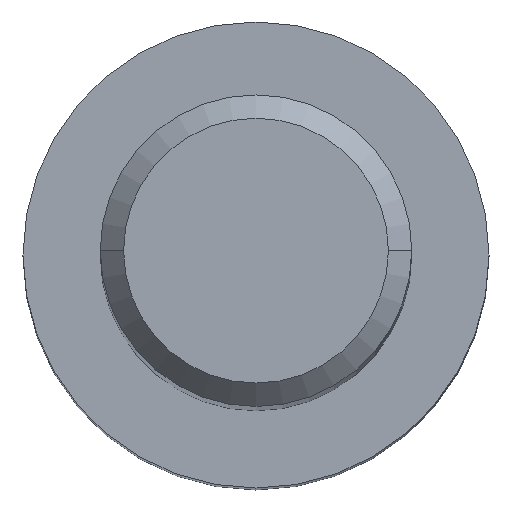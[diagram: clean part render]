
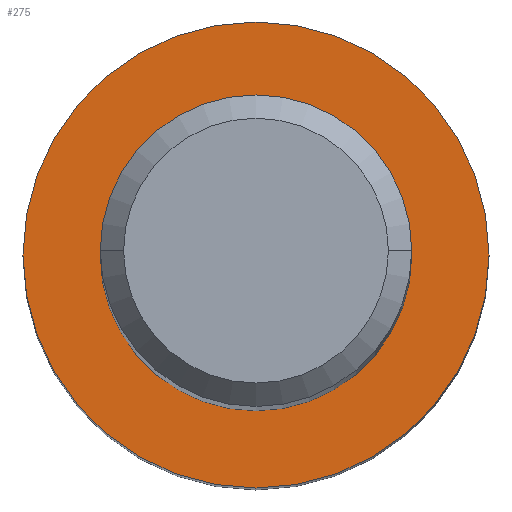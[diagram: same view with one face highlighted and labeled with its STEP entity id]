
A CAD part, top view. The second image highlights one B-rep face of the part: STEP entity #275.
In plain terms, the highlighted planar face has unit normal (0, 0, 1).
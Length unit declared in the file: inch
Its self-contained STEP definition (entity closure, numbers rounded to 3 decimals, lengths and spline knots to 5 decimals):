
#2 = AXIS2_PLACEMENT_3D ( 'NONE', #210, #87, #301 ) ;
#4 = VERTEX_POINT ( 'NONE', #61 ) ;
#22 = DIRECTION ( 'NONE',  ( 0., 0., 1. ) ) ;
#33 = AXIS2_PLACEMENT_3D ( 'NONE', #330, #22, #116 ) ;
#43 = PLANE ( 'NONE',  #155 ) ;
#61 = CARTESIAN_POINT ( 'NONE',  ( -0.0935, 0., -1. ) ) ;
#87 = DIRECTION ( 'NONE',  ( 0., 0., 1. ) ) ;
#90 = DIRECTION ( 'NONE',  ( 0., 0., -1. ) ) ;
#96 = EDGE_CURVE ( 'NONE', #292, #4, #113, .T. ) ;
#113 = CIRCLE ( 'NONE', #2, 0.0935 ) ;
#116 = DIRECTION ( 'NONE',  ( 1., 0., 0. ) ) ;
#117 = CARTESIAN_POINT ( 'NONE',  ( 0., 0., -1. ) ) ;
#155 = AXIS2_PLACEMENT_3D ( 'NONE', #117, #90, #302 ) ;
#210 = CARTESIAN_POINT ( 'NONE',  ( 0., 0., -1. ) ) ;
#226 = EDGE_LOOP ( 'NONE', ( #239, #317 ) ) ;
#239 = ORIENTED_EDGE ( 'NONE', *, *, #96, .T. ) ;
#257 = CARTESIAN_POINT ( 'NONE',  ( 0.0935, 0., -1. ) ) ;
#270 = FACE_OUTER_BOUND ( 'NONE', #226, .T. ) ;
#275 = ADVANCED_FACE ( 'NONE', ( #270 ), #43, .F. ) ;
#284 = EDGE_CURVE ( 'NONE', #4, #292, #336, .T. ) ;
#292 = VERTEX_POINT ( 'NONE', #257 ) ;
#301 = DIRECTION ( 'NONE',  ( 1., 0., 0. ) ) ;
#302 = DIRECTION ( 'NONE',  ( -1., 0., 0. ) ) ;
#317 = ORIENTED_EDGE ( 'NONE', *, *, #284, .T. ) ;
#330 = CARTESIAN_POINT ( 'NONE',  ( 0., 0., -1. ) ) ;
#336 = CIRCLE ( 'NONE', #33, 0.0935 ) ;
